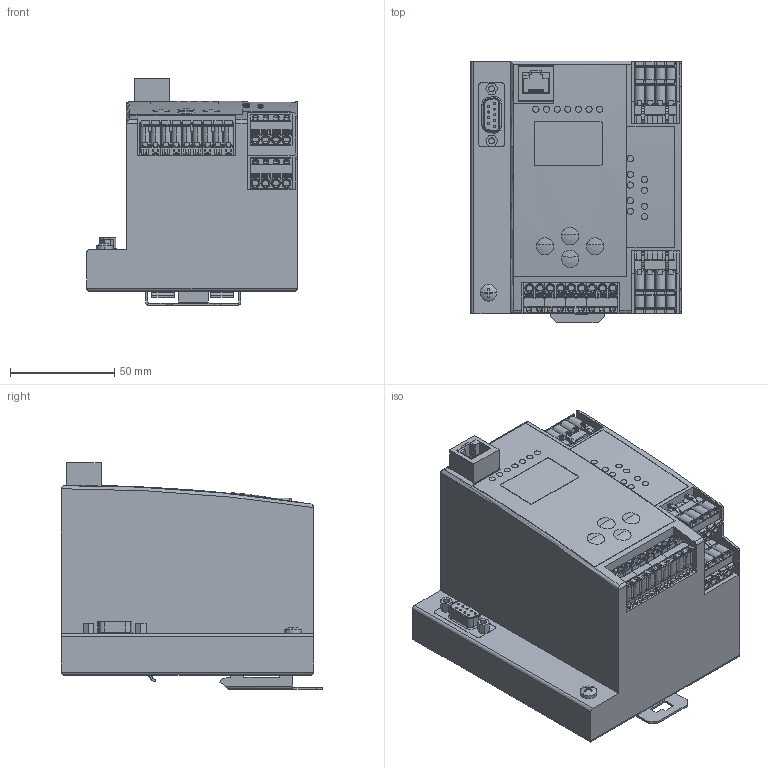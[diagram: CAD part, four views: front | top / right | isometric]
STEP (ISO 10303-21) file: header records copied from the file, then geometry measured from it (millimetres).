
FILE_DESCRIPTION((''),'2;1');
FILE_NAME('DM_CAD-1138A_ASM','2016-03-16T',('Creinig-se'),(''),'PRO/ENGINEER BY PARAMETRIC TECHNOLOGY CORPORATION, 2015440','PRO/ENGINEER BY PARAMETRIC TECHNOLOGY CORPORATION, 2015440','');
FILE_SCHEMA(('CONFIG_CONTROL_DESIGN'));
Products named in the file (20): DM_CAD-1138A_SW0001; DM_CAD-1138A_1566; DM_CAD-1138A_1554; DM_CAD-1138A_1555; DM_CAD-1138A_1556_ASM; DM_CAD-1138A_1557; DM_CAD-1138A_1558_ASM; DM_CAD-1138A_1559; DM_CAD-1138A_1560_ASM; DM_CAD-1138A_1561_ASM; DM_CAD-1138A_1562_ASM; DM_CAD-1138A_1563; DM_CAD-1138A_1564_ASM; DM_CAD-1138A_2; DM_CAD-1138A_1; DM_CAD-1138A_L120584_ASM; DM_CAD-1138A_1565; DM_CAD-1138A_1570; DM_CAD-1138A_1571; DM_CAD-1138A_ASM
Assembly tree (36 placements, depth 5):
  DM_CAD-1138A_ASM
    DM_CAD-1138A_SW0001
    DM_CAD-1138A_1566
    DM_CAD-1138A_1562_ASM
      DM_CAD-1138A_1558_ASM
        DM_CAD-1138A_1554
        DM_CAD-1138A_1556_ASM
          DM_CAD-1138A_1555  x7
        DM_CAD-1138A_1557
      DM_CAD-1138A_1561_ASM
        DM_CAD-1138A_1559
        DM_CAD-1138A_1560_ASM
          DM_CAD-1138A_1555  x9
    DM_CAD-1138A_1564_ASM
      DM_CAD-1138A_1563
    DM_CAD-1138A_L120584_ASM
      DM_CAD-1138A_2
      DM_CAD-1138A_1
    DM_CAD-1138A_1565
    DM_CAD-1138A_1570  x3
    DM_CAD-1138A_1571
Bounding box: 101 x 125.29 x 108.65 mm (x, y, z)
Volume: 900087.1 mm3; surface area: 105963.5 mm2
Topology: 29 solids, 52 shells, 3564 faces, 9578 edges, 6210 vertices
Faces by surface type: plane 2189, cylinder 1069, extrusion 140, cone 86, torus 66, sphere 12, bspline 2
Entity records: 116836 total; most frequent: CARTESIAN_POINT 22673, ORIENTED_EDGE 15592, DIRECTION 14903, EDGE_CURVE 7796, VECTOR 5571, LINE 5431, VERTEX_POINT 5062, AXIS2_PLACEMENT_3D 4666
